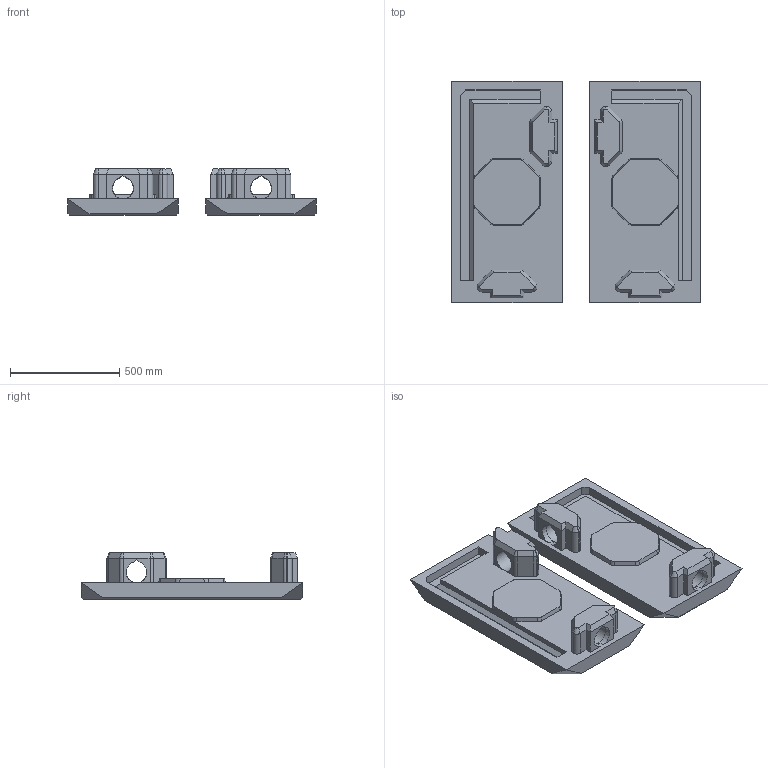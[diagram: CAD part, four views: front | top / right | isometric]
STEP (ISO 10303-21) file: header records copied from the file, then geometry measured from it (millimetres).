
FILE_DESCRIPTION(/* description */ (''),/* implementation_level */ '2;1');
FILE_NAME(/* name */ 'end_caps.step',/* time_stamp */ '2025-06-21T04:04:02+05:30',/* author */ (''),/* organization */ (''),/* preprocessor_version */ 'ST-DEVELOPER v20.1',/* originating_system */ 'Autodesk Translation Framework v14.10.0.0',/* authorisation */ '');
FILE_SCHEMA (('AUTOMOTIVE_DESIGN { 1 0 10303 214 3 1 1 }'));
Length unit declared in the file: millimetre
Products named in the file (1): end_caps
Bounding box: 1137.92 x 1013.46 x 213.36 mm (x, y, z)
Volume: 85042950.4 mm3; surface area: 3109160.5 mm2
Topology: 2 solids, 2 shells, 234 faces, 633 edges, 399 vertices
Faces by surface type: plane 156, cylinder 44, cone 32, sphere 2
Entity records: 7720 total; most frequent: CARTESIAN_POINT 1834, ORIENTED_EDGE 1262, DIRECTION 1161, EDGE_CURVE 631, LINE 483, VECTOR 483, VERTEX_POINT 399, AXIS2_PLACEMENT_3D 339
